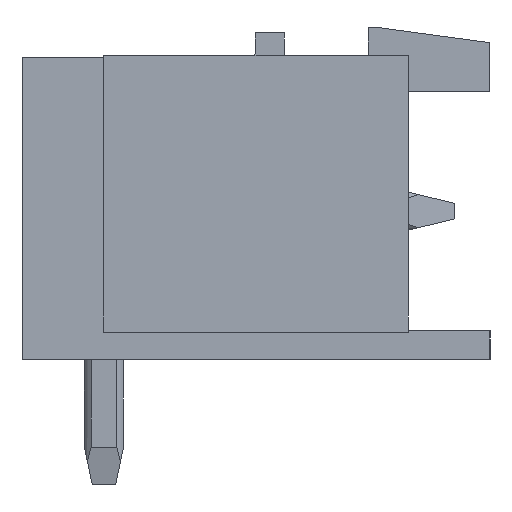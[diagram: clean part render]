
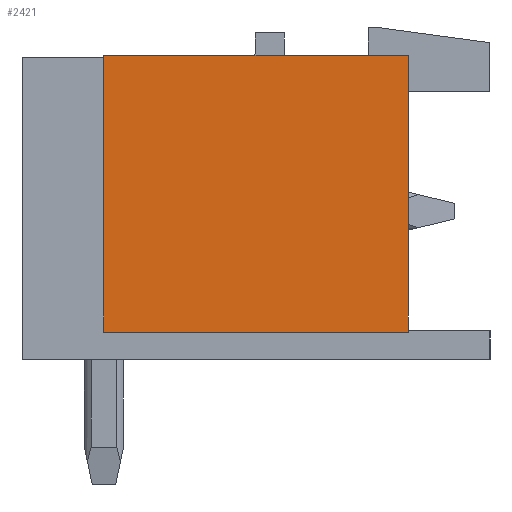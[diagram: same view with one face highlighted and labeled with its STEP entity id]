
A CAD part, left-side view. The second image highlights one B-rep face of the part: STEP entity #2421.
In plain terms, the highlighted planar face has unit normal (-1, 0, 0).
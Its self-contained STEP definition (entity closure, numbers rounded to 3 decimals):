
#2385=AXIS2_PLACEMENT_3D('Plane Axis2P3D',#2382,#2383,#2384) ;
#2382=CARTESIAN_POINT('Axis2P3D Location',(0.,2.1,0.)) ;
#2387=CARTESIAN_POINT('Line Origine',(0.,9.9,7.45)) ;
#2391=CARTESIAN_POINT('Vertex',(0.,9.9,3.9)) ;
#2393=CARTESIAN_POINT('Vertex',(0.,9.9,11.)) ;
#2396=CARTESIAN_POINT('Line Origine',(0.,6.,3.9)) ;
#2400=CARTESIAN_POINT('Vertex',(0.,2.1,3.9)) ;
#2403=CARTESIAN_POINT('Line Origine',(0.,2.1,7.45)) ;
#2407=CARTESIAN_POINT('Vertex',(0.,2.1,11.)) ;
#2410=CARTESIAN_POINT('Line Origine',(0.,6.,11.)) ;
#2383=DIRECTION('Axis2P3D Direction',(1.,0.,0.)) ;
#2384=DIRECTION('Axis2P3D XDirection',(0.,1.,0.)) ;
#2388=DIRECTION('Vector Direction',(0.,0.,1.)) ;
#2397=DIRECTION('Vector Direction',(0.,1.,0.)) ;
#2404=DIRECTION('Vector Direction',(0.,0.,1.)) ;
#2411=DIRECTION('Vector Direction',(0.,1.,0.)) ;
#2389=VECTOR('Line Direction',#2388,1.) ;
#2398=VECTOR('Line Direction',#2397,1.) ;
#2405=VECTOR('Line Direction',#2404,1.) ;
#2412=VECTOR('Line Direction',#2411,1.) ;
#2416=ORIENTED_EDGE('',*,*,#2395,.F.) ;
#2417=ORIENTED_EDGE('',*,*,#2402,.T.) ;
#2418=ORIENTED_EDGE('',*,*,#2409,.T.) ;
#2419=ORIENTED_EDGE('',*,*,#2414,.F.) ;
#2421=ADVANCED_FACE('Housing',(#2420),#2386,.F.) ;
#2395=EDGE_CURVE('',#2392,#2394,#2390,.T.) ;
#2402=EDGE_CURVE('',#2392,#2401,#2399,.F.) ;
#2409=EDGE_CURVE('',#2401,#2408,#2406,.T.) ;
#2414=EDGE_CURVE('',#2394,#2408,#2413,.F.) ;
#2415=EDGE_LOOP('',(#2416,#2417,#2418,#2419)) ;
#2420=FACE_OUTER_BOUND('',#2415,.T.) ;
#2390=LINE('Line',#2387,#2389) ;
#2399=LINE('Line',#2396,#2398) ;
#2406=LINE('Line',#2403,#2405) ;
#2413=LINE('Line',#2410,#2412) ;
#2386=PLANE('',#2385) ;
#2392=VERTEX_POINT('',#2391) ;
#2394=VERTEX_POINT('',#2393) ;
#2401=VERTEX_POINT('',#2400) ;
#2408=VERTEX_POINT('',#2407) ;
